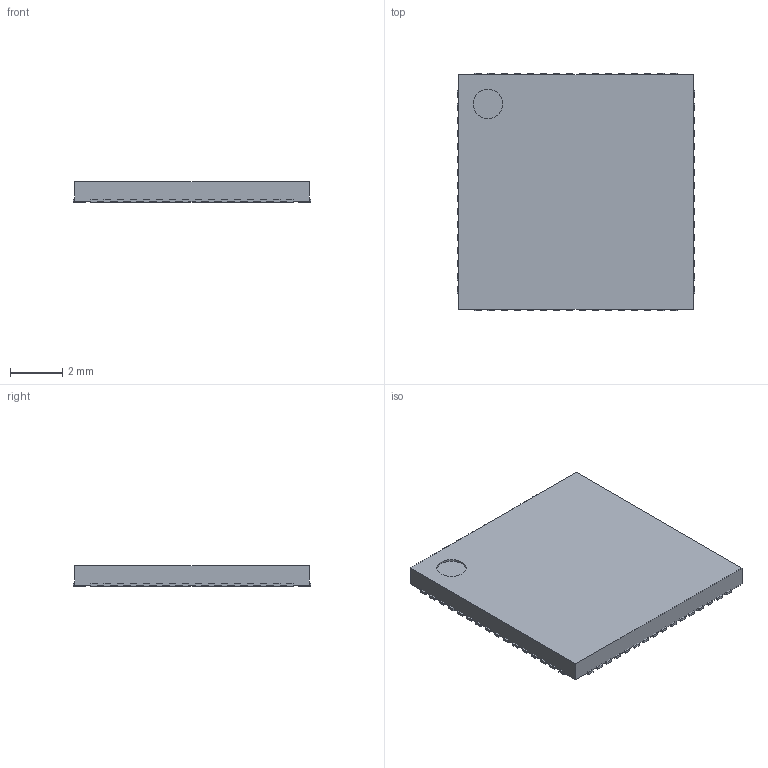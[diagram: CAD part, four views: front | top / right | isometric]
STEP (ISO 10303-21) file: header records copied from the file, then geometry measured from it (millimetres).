
FILE_DESCRIPTION(('FreeCAD Model'),'2;1');
FILE_NAME('1654437.1.1.stp','2024-07-04T05:24:11',( 'Author'),(''),'Open CASCADE STEP processor 6.9','FreeCAD','Unknown' );
FILE_SCHEMA(('AUTOMOTIVE_DESIGN { 1 0 10303 214 1 1 1 1 }'));
Length unit declared in the file: millimetre
Products named in the file (5): ASSEMBLY; Body; ThermalPin; PinsArrayLR; PinsArrayTB
Assembly tree (4 placements, depth 2):
  ASSEMBLY
    Body
    ThermalPin
    PinsArrayLR
    PinsArrayTB
Bounding box: 9.1 x 9.1 x 0.8 mm (x, y, z)
Volume: 66.5 mm3; surface area: 316.2 mm2
Topology: 66 solids, 66 shells, 398 faces, 795 edges, 530 vertices
Faces by surface type: plane 333, cylinder 65
Full cylindrical faces by diameter (mm): 1.125 x1
Entity records: 21288 total; most frequent: CARTESIAN_POINT 3702, DIRECTION 3257, LINE 2125, VECTOR 2125, ORIENTED_EDGE 1590, PCURVE 1590, DEFINITIONAL_REPRESENTATION 1590, EDGE_CURVE 795
